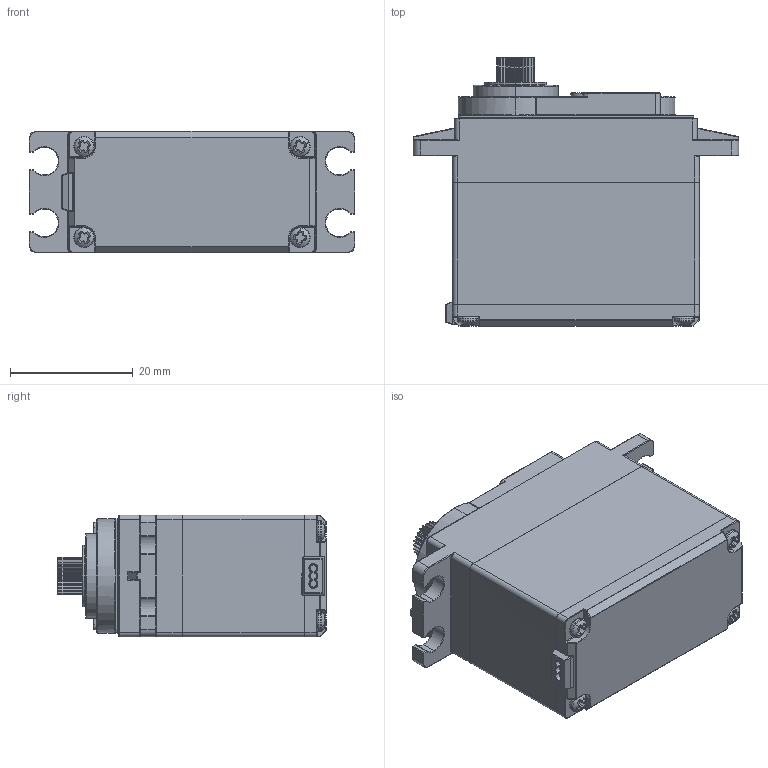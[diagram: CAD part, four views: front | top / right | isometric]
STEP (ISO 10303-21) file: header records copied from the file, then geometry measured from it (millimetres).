
FILE_DESCRIPTION (( 'STEP AP203' ), '1' );
FILE_NAME ('HS-488HB.STEP', '2018-10-23T20:55:40', ( '' ), ( '' ), 'SwSTEP 2.0', 'SolidWorks 2016', '' );
FILE_SCHEMA (( 'CONFIG_CONTROL_DESIGN' ));
Length unit declared in the file: millimetre
Products named in the file (1): HS-488HB
Bounding box: 53.04 x 43.73 x 19.84 mm (x, y, z)
Volume: 29882.4 mm3; surface area: 6831.7 mm2
Topology: 1 solids, 1 shells, 1331 faces, 3266 edges, 1851 vertices
Faces by surface type: cylinder 573, torus 337, plane 213, bspline 101, sphere 84, cone 23
Entity records: 43228 total; most frequent: CARTESIAN_POINT 12426, DIRECTION 7020, ORIENTED_EDGE 6330, EDGE_CURVE 3165, AXIS2_PLACEMENT_3D 2968, VERTEX_POINT 1848, CIRCLE 1737, EDGE_LOOP 1343
